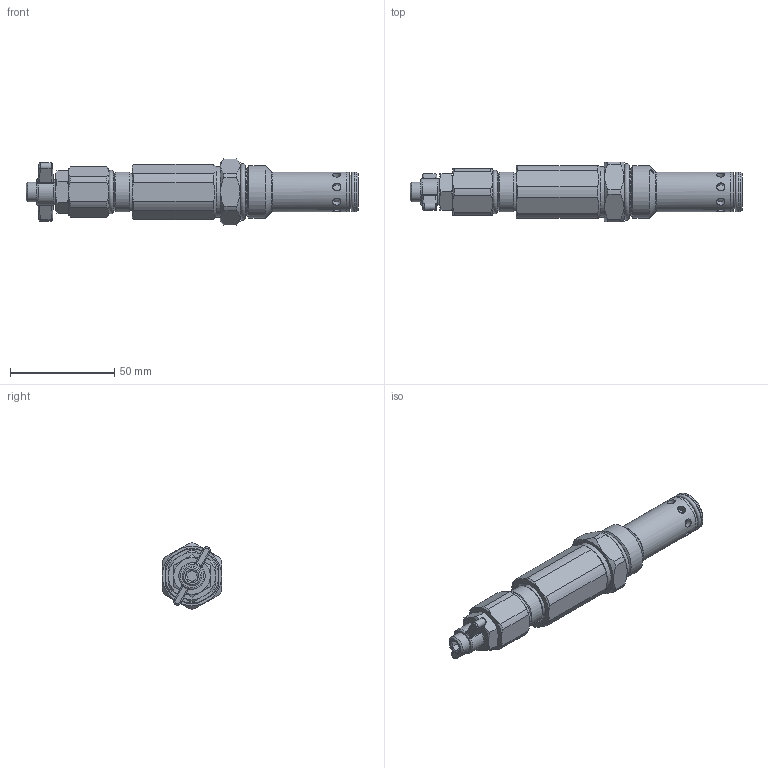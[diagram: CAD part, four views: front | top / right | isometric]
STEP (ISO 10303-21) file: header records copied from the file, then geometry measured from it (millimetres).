
FILE_DESCRIPTION((''),'2;1');
FILE_NAME('HSRS802.stp','2016-03-08T13:30:10',('JGroves'),(''),'Autodesk Inventor 2012','Autodesk Inventor 2012','');
FILE_SCHEMA(('AUTOMOTIVE_DESIGN { 1 0 10303 214 1 1 1 1 }'));
Length unit declared in the file: inch
Products named in the file (1): L400911HS54(HSRS802-P-50-40-01)_Shrinkwrap_1
Bounding box: 159.38 x 28.57 x 31.74 mm (x, y, z)
Surface area: 19190.2 mm2 (no closed solid volume)
Topology: 0 solids, 16 shells, 181 faces, 502 edges, 330 vertices
Faces by surface type: cylinder 59, plane 53, cone 39, bspline 22, torus 8
Full cylindrical faces by diameter (mm): 2.388 x1, 3.962 x8, 9.525 x1, 12.697 x1, 12.7 x1, 14.275 x1, 16.256 x1, 16.51 x1, 16.942 x1, 17.323 x1, 18.999 x1, 19.025 x2, 19.05 x1, 22.555 x1, 24.13 x1, 25.357 x1, 25.4 x1
Entity records: 6666 total; most frequent: CARTESIAN_POINT 2397, ORIENTED_EDGE 807, DIRECTION 762, EDGE_CURVE 434, AXIS2_PLACEMENT_3D 328, VERTEX_POINT 310, EDGE_LOOP 257, FACE_OUTER_BOUND 181
